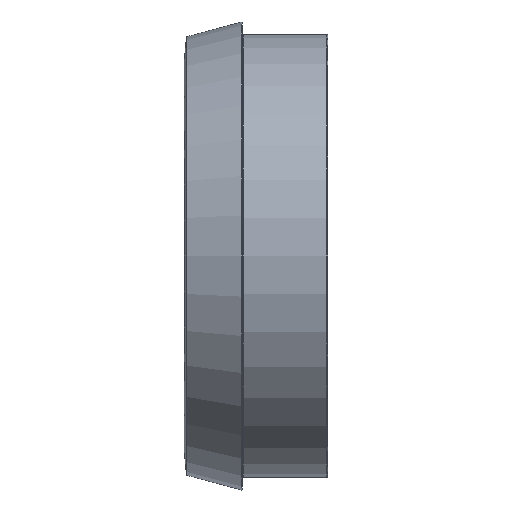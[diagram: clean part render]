
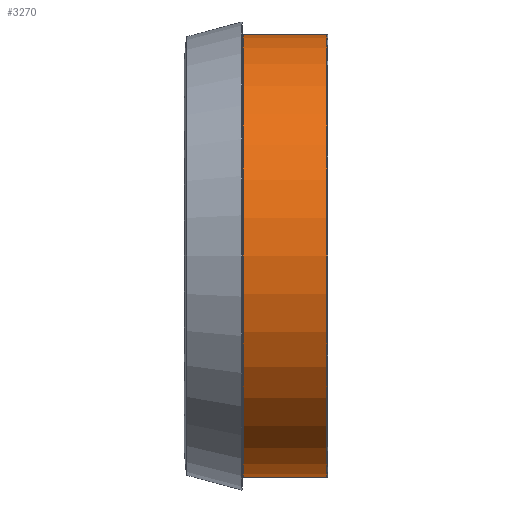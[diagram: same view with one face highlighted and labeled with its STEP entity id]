
A CAD part, front view. The second image highlights one B-rep face of the part: STEP entity #3270.
In plain terms, the highlighted cylindrical face has radius 57.15 mm (diameter 114.3 mm), a partial arc.
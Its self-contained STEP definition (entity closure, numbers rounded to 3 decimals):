
#53 = VERTEX_POINT ( 'NONE', #15431 ) ;
#307 = CARTESIAN_POINT ( 'NONE',  ( 0., 0., 0. ) ) ;
#358 = DIRECTION ( 'NONE',  ( 0., 0., 1. ) ) ;
#982 = CARTESIAN_POINT ( 'NONE',  ( 36.8, 0., 57.15 ) ) ;
#1438 = DIRECTION ( 'NONE',  ( 0., 0., 1. ) ) ;
#1701 = DIRECTION ( 'NONE',  ( -1., 0., 0. ) ) ;
#2200 = VERTEX_POINT ( 'NONE', #13425 ) ;
#2227 = CARTESIAN_POINT ( 'NONE',  ( 15.2, 0., 0. ) ) ;
#2239 = AXIS2_PLACEMENT_3D ( 'NONE', #8911, #12701, #1438 ) ;
#2378 = VERTEX_POINT ( 'NONE', #4887 ) ;
#3039 = ORIENTED_EDGE ( 'NONE', *, *, #13815, .F. ) ;
#3159 = CYLINDRICAL_SURFACE ( 'NONE', #12919, 57.15 ) ;
#3270 = ADVANCED_FACE ( 'NONE', ( #13534 ), #3159, .T. ) ;
#3297 = CARTESIAN_POINT ( 'NONE',  ( 0., 0., 57.15 ) ) ;
#4747 = DIRECTION ( 'NONE',  ( 0., 0., 1. ) ) ;
#4887 = CARTESIAN_POINT ( 'NONE',  ( 36.8, 0., -57.15 ) ) ;
#6541 = VECTOR ( 'NONE', #10600, 1000. ) ;
#7213 = EDGE_CURVE ( 'NONE', #14955, #2200, #15929, .T. ) ;
#8213 = ORIENTED_EDGE ( 'NONE', *, *, #14963, .T. ) ;
#8911 = CARTESIAN_POINT ( 'NONE',  ( 36.8, 0., 0. ) ) ;
#9080 = AXIS2_PLACEMENT_3D ( 'NONE', #2227, #10956, #4747 ) ;
#9679 = ORIENTED_EDGE ( 'NONE', *, *, #10953, .T. ) ;
#10600 = DIRECTION ( 'NONE',  ( -1., 0., 0. ) ) ;
#10953 = EDGE_CURVE ( 'NONE', #2378, #14955, #14034, .T. ) ;
#10956 = DIRECTION ( 'NONE',  ( 1., 0., 0. ) ) ;
#11095 = ORIENTED_EDGE ( 'NONE', *, *, #7213, .T. ) ;
#12701 = DIRECTION ( 'NONE',  ( -1., 0., 0. ) ) ;
#12784 = EDGE_LOOP ( 'NONE', ( #3039, #9679, #11095, #8213 ) ) ;
#12919 = AXIS2_PLACEMENT_3D ( 'NONE', #307, #15367, #358 ) ;
#13425 = CARTESIAN_POINT ( 'NONE',  ( 15.2, 0., 57.15 ) ) ;
#13534 = FACE_OUTER_BOUND ( 'NONE', #12784, .T. ) ;
#13635 = LINE ( 'NONE', #15381, #14024 ) ;
#13815 = EDGE_CURVE ( 'NONE', #2378, #53, #13635, .T. ) ;
#14024 = VECTOR ( 'NONE', #1701, 1000. ) ;
#14034 = CIRCLE ( 'NONE', #2239, 57.15 ) ;
#14564 = CIRCLE ( 'NONE', #9080, 57.15 ) ;
#14955 = VERTEX_POINT ( 'NONE', #982 ) ;
#14963 = EDGE_CURVE ( 'NONE', #2200, #53, #14564, .T. ) ;
#15367 = DIRECTION ( 'NONE',  ( -1., 0., 0. ) ) ;
#15381 = CARTESIAN_POINT ( 'NONE',  ( 0., 0., -57.15 ) ) ;
#15431 = CARTESIAN_POINT ( 'NONE',  ( 15.2, 0., -57.15 ) ) ;
#15929 = LINE ( 'NONE', #3297, #6541 ) ;
